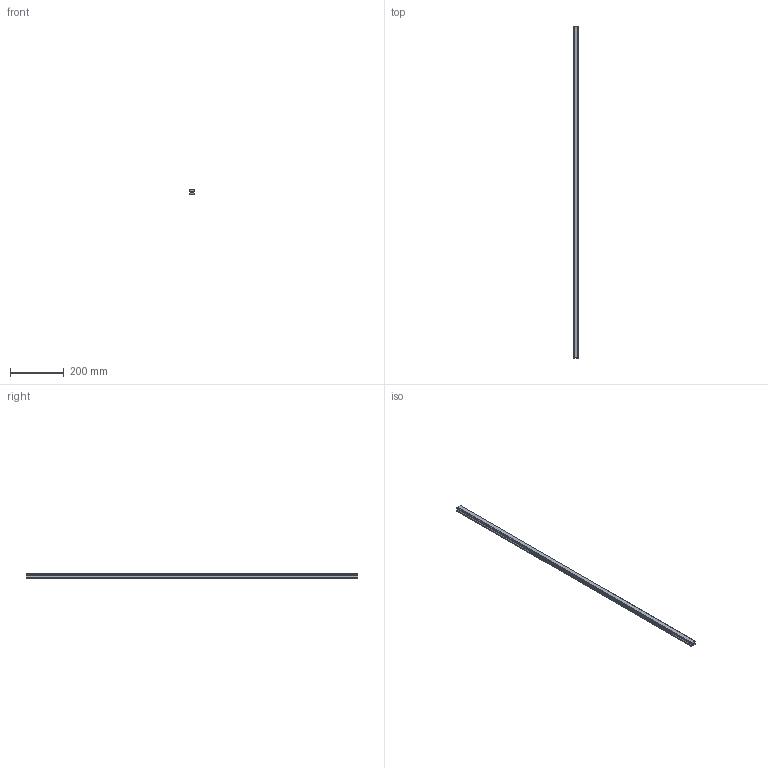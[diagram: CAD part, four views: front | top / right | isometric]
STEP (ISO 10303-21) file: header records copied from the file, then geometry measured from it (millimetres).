
FILE_DESCRIPTION(('STEP AP214'),'1');
FILE_NAME('cctmp_CB787870-47C1-42ED-B664-17B54CEA8322_2021_01_21_14_47_13_0040..stp','2021-01-21T13:47:13',('HIWIN GmbH'),('CADClick - www.CADClick.com'),'Spatial InterOp 3D',' ','unknown authorization');
FILE_SCHEMA(('AUTOMOTIVE_DESIGN'));
Length unit declared in the file: millimetre
Products named in the file (1): HGR20T1230C_FILE
Bounding box: 20 x 1230 x 17.5 mm (x, y, z)
Volume: 363170.1 mm3; surface area: 98470.7 mm2
Topology: 1 solids, 1 shells, 191 faces, 513 edges, 307 vertices
Faces by surface type: plane 85, cylinder 64, cone 42
Entity records: 7177 total; most frequent: DIRECTION 983, CARTESIAN_POINT 970, ORIENTED_EDGE 942, EDGE_CURVE 471, LINE 343, VECTOR 343, AXIS2_PLACEMENT_3D 320, VERTEX_POINT 307
